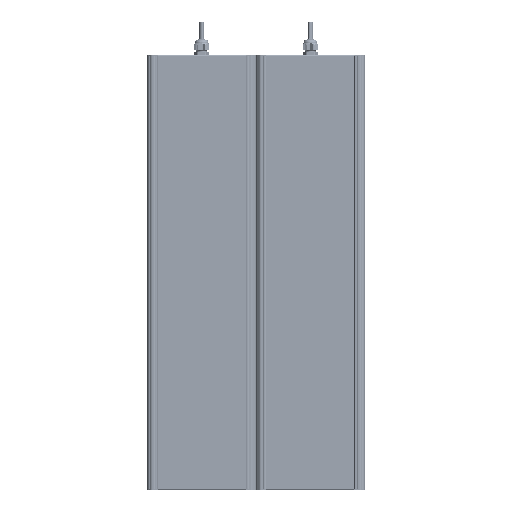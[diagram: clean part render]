
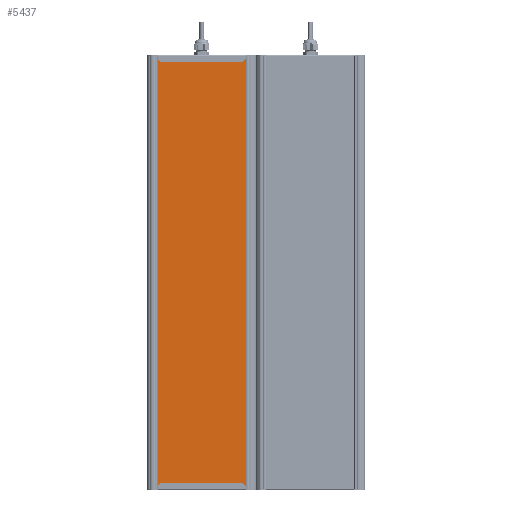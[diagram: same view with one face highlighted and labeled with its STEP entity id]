
A CAD part, front view. The second image highlights one B-rep face of the part: STEP entity #5437.
In plain terms, the highlighted face is planar.
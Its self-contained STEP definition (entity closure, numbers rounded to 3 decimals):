
#5437=ADVANCED_FACE('',(#15868),#15870,.T.);
#15868=FACE_BOUND('',#15869,.T.);
#15869=EDGE_LOOP('',(#49548,#49549,#49550,#49551));
#15870=PLANE('',#15871);
#15871=AXIS2_PLACEMENT_3D('',#15872,#15873,#15874);
#15872=CARTESIAN_POINT('',(2111.497,401.002,-34.582));
#15873=DIRECTION('',(0.,0.,-1.));
#15874=DIRECTION('',(0.,1.,0.));
#49548=ORIENTED_EDGE('',*,*,#59606,.F.);
#49549=ORIENTED_EDGE('',*,*,#59605,.T.);
#49550=ORIENTED_EDGE('',*,*,#59607,.F.);
#49551=ORIENTED_EDGE('',*,*,#59608,.F.);
#59605=EDGE_CURVE('',#66927,#66931,#66933,.T.);
#59606=EDGE_CURVE('',#66927,#66934,#66935,.T.);
#59607=EDGE_CURVE('',#66936,#66931,#66937,.T.);
#59608=EDGE_CURVE('',#66934,#66936,#66938,.T.);
#66927=VERTEX_POINT('',#88571);
#66931=VERTEX_POINT('',#88579);
#66933=LINE('',#88583,#88584);
#66934=VERTEX_POINT('',#88586);
#66935=LINE('',#88587,#88588);
#66936=VERTEX_POINT('',#88590);
#66937=LINE('',#88591,#88592);
#66938=LINE('',#88594,#88595);
#88571=CARTESIAN_POINT('',(2111.497,565.13,-34.582));
#88579=CARTESIAN_POINT('',(2857.497,565.13,-34.582));
#88583=CARTESIAN_POINT('',(2111.497,565.13,-34.582));
#88584=VECTOR('',#88585,1.);
#88585=DIRECTION('',(1.,0.,0.));
#88586=CARTESIAN_POINT('',(2111.497,401.002,-34.582));
#88587=CARTESIAN_POINT('',(2111.497,565.13,-34.582));
#88588=VECTOR('',#88589,1.);
#88589=DIRECTION('',(0.,-1.,0.));
#88590=CARTESIAN_POINT('',(2857.497,401.002,-34.582));
#88591=CARTESIAN_POINT('',(2857.497,401.002,-34.582));
#88592=VECTOR('',#88593,1.);
#88593=DIRECTION('',(0.,1.,0.));
#88594=CARTESIAN_POINT('',(2111.497,401.002,-34.582));
#88595=VECTOR('',#88596,1.);
#88596=DIRECTION('',(1.,0.,0.));
